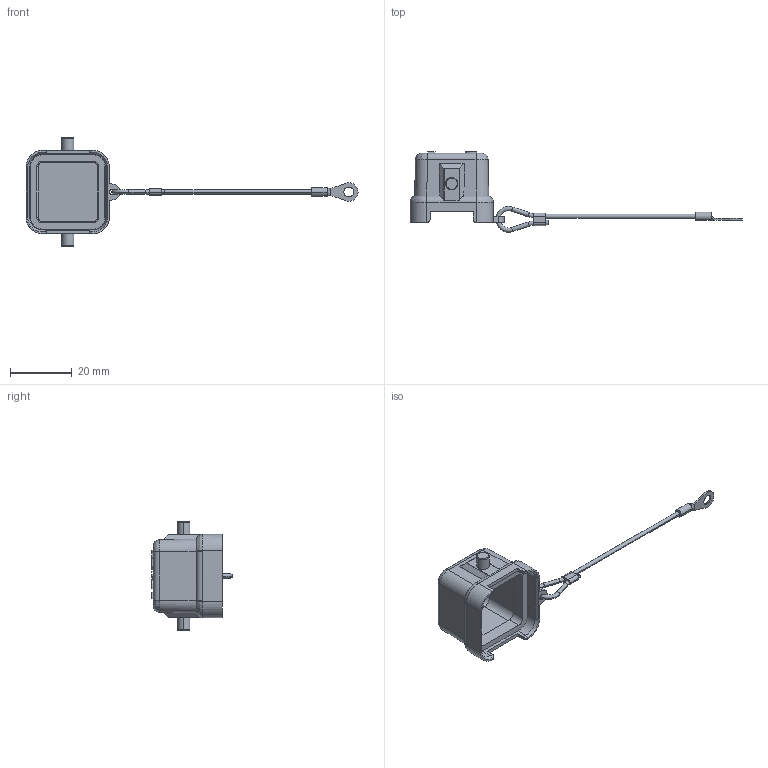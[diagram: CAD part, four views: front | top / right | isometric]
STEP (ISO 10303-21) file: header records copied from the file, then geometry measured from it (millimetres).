
FILE_DESCRIPTION((''),'2;1');
FILE_NAME('3D_1100030108514_H3A-CV-2B_2F_2','2022-08-04T',('xf.gao'),(''),'PRO/ENGINEER BY PARAMETRIC TECHNOLOGY CORPORATION, 2012480','PRO/ENGINEER BY PARAMETRIC TECHNOLOGY CORPORATION, 2012480','');
FILE_SCHEMA(('CONFIG_CONTROL_DESIGN'));
Length unit declared in the file: millimetre
Products named in the file (1): 3D_1100030108514_H3A-CV-2B_2F_2
Bounding box: 107.46 x 26.1 x 35 mm (x, y, z)
Volume: 4036 mm3; surface area: 6331.9 mm2
Topology: 1 solids, 1 shells, 267 faces, 679 edges, 430 vertices
Faces by surface type: plane 129, cylinder 90, bspline 24, torus 14, extrusion 10
Entity records: 9652 total; most frequent: CARTESIAN_POINT 3306, ORIENTED_EDGE 1358, DIRECTION 1221, EDGE_CURVE 679, VERTEX_POINT 430, VECTOR 425, LINE 415, AXIS2_PLACEMENT_3D 398
